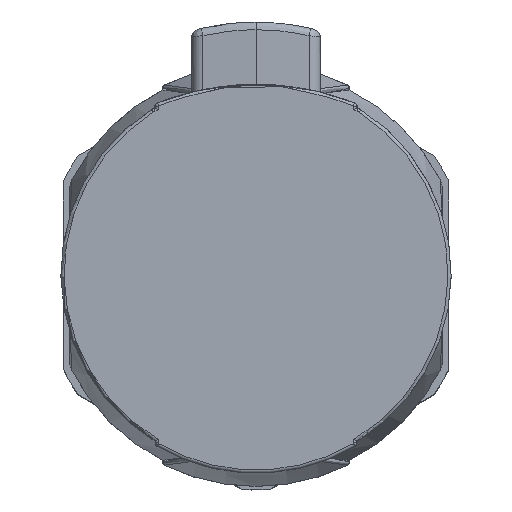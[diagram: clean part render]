
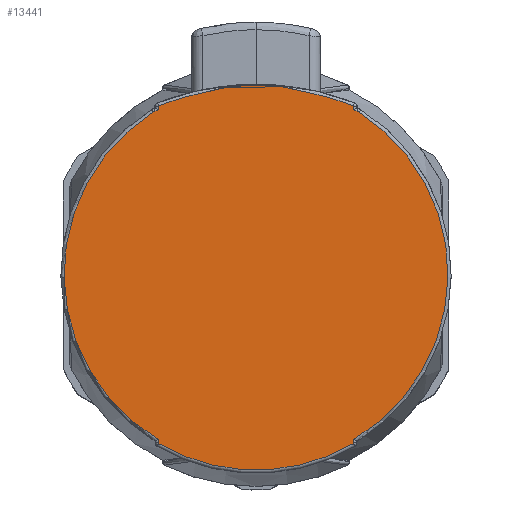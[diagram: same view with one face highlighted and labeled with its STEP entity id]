
A CAD part, top view. The second image highlights one B-rep face of the part: STEP entity #13441.
In plain terms, the highlighted planar face has unit normal (0, 0, 1).
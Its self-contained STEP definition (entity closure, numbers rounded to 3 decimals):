
#3333=CARTESIAN_POINT('',(0.,0.,0.));
#3334=DIRECTION('',(0.,0.,1.));
#3335=DIRECTION('',(-0.537,0.843,0.));
#3336=AXIS2_PLACEMENT_3D('',#3333,#3334,#3335);
#3352=CARTESIAN_POINT('',(-7.615,12.802,0.));
#3391=CARTESIAN_POINT('',(0.,-6.2,0.));
#3392=DIRECTION('',(0.,0.,1.));
#3393=DIRECTION('',(0.365,0.931,0.));
#3394=AXIS2_PLACEMENT_3D('',#3391,#3392,#3393);
#3406=CARTESIAN_POINT('',(0.,-6.2,0.));
#3407=DIRECTION('',(0.,0.,1.));
#3408=DIRECTION('',(-0.213,0.977,0.));
#3409=AXIS2_PLACEMENT_3D('',#3406,#3407,#3408);
#3426=CARTESIAN_POINT('',(7.615,13.068,
0.));
#3427=CARTESIAN_POINT('',(7.615,13.075,
0.));
#3428=CARTESIAN_POINT('',(7.612,13.088,
0.));
#3429=CARTESIAN_POINT('',(7.6,13.105,
0.));
#3430=CARTESIAN_POINT('',(7.589,13.112,
0.));
#3431=CARTESIAN_POINT('',(7.583,13.115,
0.));
#3433=DIRECTION('',(0.,-1.,0.));
#3434=VECTOR('',#3433,0.266);
#3435=CARTESIAN_POINT('',(7.615,13.068,
0.));
#3436=LINE('',#3435,#3434);
#3437=CARTESIAN_POINT('',(0.,-6.5,0.));
#3438=DIRECTION('',(0.,0.,1.));
#3439=DIRECTION('',(0.379,0.925,0.));
#3440=AXIS2_PLACEMENT_3D('',#3437,#3438,#3439);
#3442=CARTESIAN_POINT('',(8.035,12.615,
0.));
#3443=CARTESIAN_POINT('',(8.018,12.625,
0.));
#3444=CARTESIAN_POINT('',(7.984,12.646,0.));
#3445=CARTESIAN_POINT('',(7.931,12.674,
0.));
#3446=CARTESIAN_POINT('',(7.893,12.69,
0.));
#3447=CARTESIAN_POINT('',(7.874,12.698,
0.));
#3449=DIRECTION('',(0.,1.,0.));
#3450=VECTOR('',#3449,0.27);
#3451=CARTESIAN_POINT('',(7.615,-13.143,
0.));
#3452=LINE('',#3451,#3450);
#3453=CARTESIAN_POINT('',(7.589,-13.188,
0.));
#3454=CARTESIAN_POINT('',(7.594,-13.185,
0.));
#3455=CARTESIAN_POINT('',(7.603,-13.177,
0.));
#3456=CARTESIAN_POINT('',(7.613,-13.161,
0.));
#3457=CARTESIAN_POINT('',(7.615,-13.149,
0.));
#3458=CARTESIAN_POINT('',(7.615,-13.143,
0.));
#3460=CARTESIAN_POINT('',(-7.615,-13.143,
0.));
#3461=CARTESIAN_POINT('',(-7.615,-13.149,
0.));
#3462=CARTESIAN_POINT('',(-7.613,-13.161,
0.));
#3463=CARTESIAN_POINT('',(-7.603,-13.177,
0.));
#3464=CARTESIAN_POINT('',(-7.594,-13.185,
0.));
#3465=CARTESIAN_POINT('',(-7.589,-13.188,
0.));
#3467=DIRECTION('',(0.,1.,0.));
#3468=VECTOR('',#3467,0.27);
#3469=CARTESIAN_POINT('',(-7.615,-13.143,
0.));
#3470=LINE('',#3469,#3468);
#3471=CARTESIAN_POINT('',(-7.874,12.698,
0.));
#3472=CARTESIAN_POINT('',(-7.893,12.69,
0.));
#3473=CARTESIAN_POINT('',(-7.93,12.674,
0.));
#3474=CARTESIAN_POINT('',(-7.984,12.646,
0.));
#3475=CARTESIAN_POINT('',(-8.018,12.625,
0.));
#3476=CARTESIAN_POINT('',(-8.035,12.615,
0.));
#3478=CARTESIAN_POINT('',(0.,-6.5,0.));
#3479=DIRECTION('',(0.,0.,1.));
#3480=DIRECTION('',(-0.367,0.93,0.));
#3481=AXIS2_PLACEMENT_3D('',#3478,#3479,#3480);
#3483=DIRECTION('',(0.,-1.,0.));
#3484=VECTOR('',#3483,0.266);
#3485=CARTESIAN_POINT('',(-7.615,13.068,
0.));
#3486=LINE('',#3485,#3484);
#3487=CARTESIAN_POINT('',(-7.583,13.115,
0.));
#3488=CARTESIAN_POINT('',(-7.589,13.112,
0.));
#3489=CARTESIAN_POINT('',(-7.6,13.105,
0.));
#3490=CARTESIAN_POINT('',(-7.612,13.088,
0.));
#3491=CARTESIAN_POINT('',(-7.615,13.075,
0.));
#3492=CARTESIAN_POINT('',(-7.615,13.068,
0.));
#3494=CARTESIAN_POINT('',(0.,0.,0.));
#3495=DIRECTION('',(0.,0.,1.));
#3496=DIRECTION('',(0.3,0.954,0.));
#3497=AXIS2_PLACEMENT_3D('',#3494,#3495,#3496);
#3519=CARTESIAN_POINT('',(7.615,12.802,0.));
#3564=CARTESIAN_POINT('',(7.615,-12.873,0.));
#3566=CARTESIAN_POINT('',(0.,0.,0.));
#3567=DIRECTION('',(0.,0.,1.));
#3568=DIRECTION('',(0.509,-0.861,0.));
#3569=AXIS2_PLACEMENT_3D('',#3566,#3567,#3568);
#3677=CARTESIAN_POINT('',(-7.615,-12.873,0.));
#3689=CARTESIAN_POINT('',(0.,-0.3,0.));
#3690=DIRECTION('',(0.,0.,1.));
#3691=DIRECTION('',(-0.507,-0.862,0.));
#3692=AXIS2_PLACEMENT_3D('',#3689,#3690,#3691);
#7283=VERTEX_POINT('',#3677);
#7284=VERTEX_POINT('',#3352);
#7285=VERTEX_POINT('',#3519);
#7287=VERTEX_POINT('',#3564);
#7311=CARTESIAN_POINT('',(7.615,13.068,
0.));
#7312=VERTEX_POINT('',#7311);
#7313=CARTESIAN_POINT('',(-7.615,13.068,
0.));
#7314=VERTEX_POINT('',#7313);
#7359=CARTESIAN_POINT('',(7.615,-13.143,
0.));
#7360=VERTEX_POINT('',#7359);
#7361=CARTESIAN_POINT('',(-7.615,-13.143,
0.));
#7362=VERTEX_POINT('',#7361);
#7365=CARTESIAN_POINT('',(-7.589,-13.188,0.));
#7366=CARTESIAN_POINT('',(7.589,-13.188,0.));
#7367=VERTEX_POINT('',#7365);
#7368=VERTEX_POINT('',#7366);
#7396=CARTESIAN_POINT('',(7.874,12.698,0.));
#7397=VERTEX_POINT('',#7396);
#7398=CARTESIAN_POINT('',(-7.874,12.698,0.));
#7399=VERTEX_POINT('',#7398);
#7425=CARTESIAN_POINT('',(-8.035,12.615,0.));
#7426=VERTEX_POINT('',#7425);
#7429=CARTESIAN_POINT('',(8.034,12.615,0.));
#7430=VERTEX_POINT('',#7429);
#7630=CARTESIAN_POINT('',(-7.583,13.115,
0.));
#7631=VERTEX_POINT('',#7630);
#7632=VERTEX_POINT('',#3431);
#7805=CARTESIAN_POINT('',(4.42,14.074,0.));
#7806=VERTEX_POINT('',#7805);
#7807=CARTESIAN_POINT('',(-4.42,14.074,0.));
#7808=VERTEX_POINT('',#7807);
#13405=CARTESIAN_POINT('',(0.,0.,0.));
#13406=DIRECTION('',(0.,0.,1.));
#13407=DIRECTION('',(0.,1.,0.));
#13408=AXIS2_PLACEMENT_3D('',#13405,#13406,#13407);
#13409=PLANE('',#13408);
#13410=ORIENTED_EDGE('',*,*,#13395,.F.);
#13412=ORIENTED_EDGE('',*,*,#13411,.F.);
#13413=ORIENTED_EDGE('',*,*,#13391,.F.);
#13415=ORIENTED_EDGE('',*,*,#13414,.F.);
#13417=ORIENTED_EDGE('',*,*,#13416,.T.);
#13419=ORIENTED_EDGE('',*,*,#13418,.F.);
#13421=ORIENTED_EDGE('',*,*,#13420,.F.);
#13423=ORIENTED_EDGE('',*,*,#13422,.F.);
#13425=ORIENTED_EDGE('',*,*,#13424,.F.);
#13427=ORIENTED_EDGE('',*,*,#13426,.F.);
#13429=ORIENTED_EDGE('',*,*,#13428,.F.);
#13431=ORIENTED_EDGE('',*,*,#13430,.F.);
#13433=ORIENTED_EDGE('',*,*,#13432,.T.);
#13434=ORIENTED_EDGE('',*,*,#13252,.F.);
#13435=ORIENTED_EDGE('',*,*,#13287,.F.);
#13436=ORIENTED_EDGE('',*,*,#13304,.F.);
#13437=ORIENTED_EDGE('',*,*,#13329,.F.);
#13438=ORIENTED_EDGE('',*,*,#13378,.F.);
#13439=EDGE_LOOP('',(#13410,#13412,#13413,#13415,#13417,#13419,#13421,#13423,
#13425,#13427,#13429,#13431,#13433,#13434,#13435,#13436,#13437,#13438));
#13440=FACE_OUTER_BOUND('',#13439,.F.);
#13441=ADVANCED_FACE('',(#13440),#13409,.T.);
#3337=CIRCLE('',#3336,14.956);
#3395=CIRCLE('',#3394,20.75);
#3410=CIRCLE('',#3409,20.75);
#3432=B_SPLINE_CURVE_WITH_KNOTS('',3,(#3426,#3427,#3428,#3429,#3430,#3431),
.UNSPECIFIED.,.F.,.F.,(4,1,1,4),(0.,0.333,0.667,1.),
.UNSPECIFIED.);
#3441=CIRCLE('',#3440,20.75);
#3448=B_SPLINE_CURVE_WITH_KNOTS('',3,(#3442,#3443,#3444,#3445,#3446,#3447),
.UNSPECIFIED.,.F.,.F.,(4,1,1,4),(0.,0.333,0.667,1.),
.UNSPECIFIED.);
#3459=B_SPLINE_CURVE_WITH_KNOTS('',3,(#3453,#3454,#3455,#3456,#3457,#3458),
.UNSPECIFIED.,.F.,.F.,(4,1,1,4),(0.,0.333,0.667,1.),
.UNSPECIFIED.);
#3466=B_SPLINE_CURVE_WITH_KNOTS('',3,(#3460,#3461,#3462,#3463,#3464,#3465),
.UNSPECIFIED.,.F.,.F.,(4,1,1,4),(0.,0.333,0.667,1.),
.UNSPECIFIED.);
#3477=B_SPLINE_CURVE_WITH_KNOTS('',3,(#3471,#3472,#3473,#3474,#3475,#3476),
.UNSPECIFIED.,.F.,.F.,(4,1,1,4),(0.,0.333,0.667,1.),
.UNSPECIFIED.);
#3482=CIRCLE('',#3481,20.75);
#3493=B_SPLINE_CURVE_WITH_KNOTS('',3,(#3487,#3488,#3489,#3490,#3491,#3492),
.UNSPECIFIED.,.F.,.F.,(4,1,1,4),(0.,0.333,0.667,1.),
.UNSPECIFIED.);
#3498=CIRCLE('',#3497,14.752);
#3570=CIRCLE('',#3569,14.956);
#3693=CIRCLE('',#3692,14.956);
#13252=EDGE_CURVE('',#7426,#7283,#3337,.T.);
#13287=EDGE_CURVE('',#7399,#7426,#3477,.T.);
#13304=EDGE_CURVE('',#7284,#7399,#3482,.T.);
#13329=EDGE_CURVE('',#7314,#7284,#3486,.T.);
#13378=EDGE_CURVE('',#7631,#7314,#3493,.T.);
#13391=EDGE_CURVE('',#7632,#7806,#3395,.T.);
#13395=EDGE_CURVE('',#7808,#7631,#3410,.T.);
#13411=EDGE_CURVE('',#7806,#7808,#3498,.T.);
#13414=EDGE_CURVE('',#7312,#7632,#3432,.T.);
#13416=EDGE_CURVE('',#7312,#7285,#3436,.T.);
#13418=EDGE_CURVE('',#7397,#7285,#3441,.T.);
#13420=EDGE_CURVE('',#7430,#7397,#3448,.T.);
#13422=EDGE_CURVE('',#7287,#7430,#3570,.T.);
#13424=EDGE_CURVE('',#7360,#7287,#3452,.T.);
#13426=EDGE_CURVE('',#7368,#7360,#3459,.T.);
#13428=EDGE_CURVE('',#7367,#7368,#3693,.T.);
#13430=EDGE_CURVE('',#7362,#7367,#3466,.T.);
#13432=EDGE_CURVE('',#7362,#7283,#3470,.T.);
